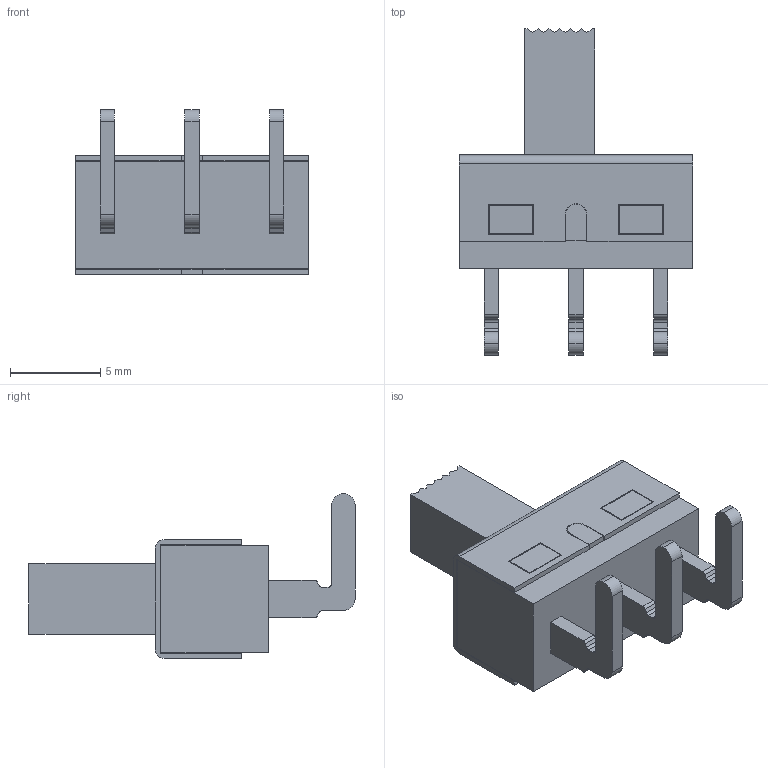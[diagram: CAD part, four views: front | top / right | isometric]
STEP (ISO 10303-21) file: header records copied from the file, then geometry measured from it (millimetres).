
FILE_DESCRIPTION(('STEP AP214'),'1');
FILE_NAME('ss-12d06l7.stp','2021-03-29T18:33:04',('TraceParts'),('TraceParts S.A.'),'Spatial InterOp 3D',' ',' ');
FILE_SCHEMA(('AUTOMOTIVE_DESIGN { 1 0 10303 214 1 1 1 1 }'));
Length unit declared in the file: millimetre
Products named in the file (1): ss-12d06l7_1
Bounding box: 12.95 x 18.1 x 9.15 mm (x, y, z)
Volume: 658.3 mm3; surface area: 1026 mm2
Topology: 8 solids, 8 shells, 590 faces, 1650 edges, 1100 vertices
Faces by surface type: plane 554, cylinder 36
Entity records: 18689 total; most frequent: CARTESIAN_POINT 3348, ORIENTED_EDGE 3300, DIRECTION 2918, EDGE_CURVE 1650, LINE 1578, VECTOR 1578, VERTEX_POINT 1100, AXIS2_PLACEMENT_3D 670
